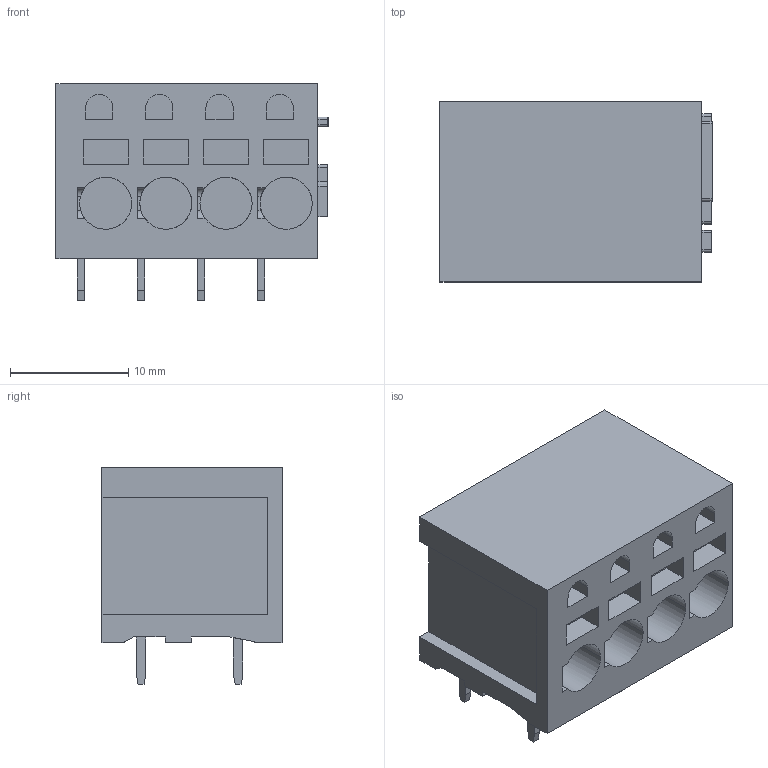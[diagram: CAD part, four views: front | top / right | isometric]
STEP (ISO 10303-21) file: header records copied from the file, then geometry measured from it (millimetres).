
FILE_DESCRIPTION(('CATIA V5 STEP Exchange','CAx-IF Rec.Pracs.--- Model Styling and Organization---1.4--- 2014-01-23'),'2;1');
FILE_NAME ('324190-2_1', '2021-07-14T07:59:57+00:00', ('none'), ('Weidmueller'), 'CATIA Version 5-6 Release 2016 SP3 HF44', 'CATIA V5 STEP AP214', 'none');
FILE_SCHEMA(('AUTOMOTIVE_DESIGN { 1 0 10303 214 1 1 1 1 }'));
Length unit declared in the file: millimetre
Products named in the file (1): 1426340000
Bounding box: 22.97 x 15.2 x 18.3 mm (x, y, z)
Volume: 4305.6 mm3; surface area: 2579.3 mm2
Topology: 9 solids, 9 shells, 194 faces, 483 edges, 322 vertices
Faces by surface type: plane 159, cylinder 35
Entity records: 5704 total; most frequent: CARTESIAN_POINT 1001, ORIENTED_EDGE 966, DIRECTION 785, EDGE_CURVE 483, VECTOR 405, LINE 405, VERTEX_POINT 322, AXIS2_PLACEMENT_3D 226
